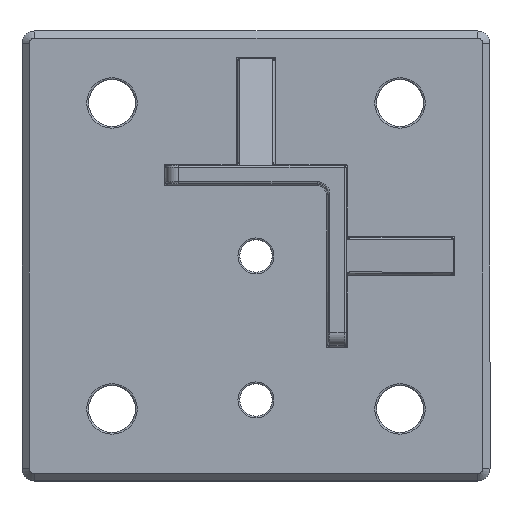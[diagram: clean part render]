
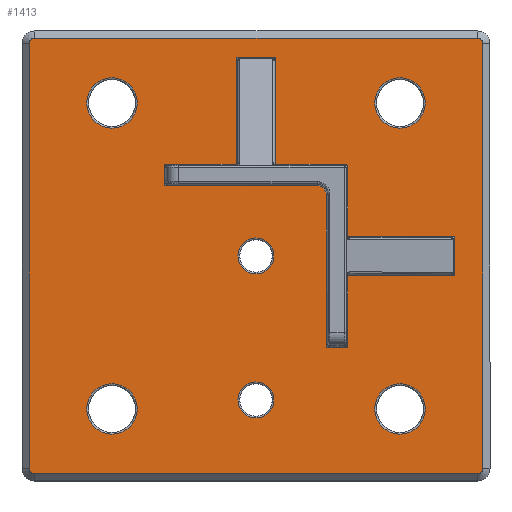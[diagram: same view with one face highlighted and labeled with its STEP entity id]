
A CAD part, top view. The second image highlights one B-rep face of the part: STEP entity #1413.
In plain terms, the highlighted planar face has unit normal (0, 0, 1).
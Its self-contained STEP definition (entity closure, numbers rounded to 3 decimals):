
#676=CARTESIAN_POINT('',(5.5,55.25,10.0));
#677=VERTEX_POINT('',#676);
#927=CARTESIAN_POINT('',(55.25,-5.5,10.0));
#928=VERTEX_POINT('',#927);
#1140=CARTESIAN_POINT('',(-33.0,42.5,10.0));
#1141=VERTEX_POINT('',#1140);
#1142=CARTESIAN_POINT('',(-40.0,42.5,10.0));
#1143=DIRECTION('',(0.0,0.0,1.0));
#1144=DIRECTION('',(-1.0,0.0,0.0));
#1145=AXIS2_PLACEMENT_3D('',#1142,#1143,#1144);
#1146=CIRCLE('',#1145,7.);
#1147=EDGE_CURVE('',#1141,#1141,#1146,.T.);
#1152=CARTESIAN_POINT('',(0.,0.,10.0));
#1153=DIRECTION('',(0.0,0.0,1.0));
#1154=DIRECTION('',(1.0,0.0,0.0));
#1155=AXIS2_PLACEMENT_3D('',#1152,#1153,#1154);
#1156=PLANE('',#1155);
#1157=CARTESIAN_POINT('',(63.,59.0,10.0));
#1158=VERTEX_POINT('',#1157);
#1159=CARTESIAN_POINT('',(63.,-59.,10.0));
#1160=VERTEX_POINT('',#1159);
#1161=CARTESIAN_POINT('',(63.,59.0,10.0));
#1162=DIRECTION('',(0.0,-1.0,0.0));
#1163=VECTOR('',#1162,118.);
#1164=LINE('',#1161,#1163);
#1165=EDGE_CURVE('',#1158,#1160,#1164,.T.);
#1166=ORIENTED_EDGE('',*,*,#1165,.F.);
#1167=CARTESIAN_POINT('',(61.5,60.5,10.0));
#1168=VERTEX_POINT('',#1167);
#1169=CARTESIAN_POINT('',(61.5,59.0,10.0));
#1170=DIRECTION('',(0.0,0.0,-1.0));
#1171=DIRECTION('',(0.707,0.707,0.0));
#1172=AXIS2_PLACEMENT_3D('',#1169,#1170,#1171);
#1173=CIRCLE('',#1172,1.5);
#1174=EDGE_CURVE('',#1168,#1158,#1173,.T.);
#1175=ORIENTED_EDGE('',*,*,#1174,.F.);
#1176=CARTESIAN_POINT('',(-61.5,60.5,10.0));
#1177=VERTEX_POINT('',#1176);
#1178=CARTESIAN_POINT('',(-61.5,60.5,10.0));
#1179=DIRECTION('',(1.0,0.0,0.0));
#1180=VECTOR('',#1179,123.);
#1181=LINE('',#1178,#1180);
#1182=EDGE_CURVE('',#1177,#1168,#1181,.T.);
#1183=ORIENTED_EDGE('',*,*,#1182,.F.);
#1184=CARTESIAN_POINT('',(-63.,59.0,10.0));
#1185=VERTEX_POINT('',#1184);
#1186=CARTESIAN_POINT('',(-61.5,59.0,10.0));
#1187=DIRECTION('',(0.0,0.0,-1.0));
#1188=DIRECTION('',(-0.707,0.707,0.0));
#1189=AXIS2_PLACEMENT_3D('',#1186,#1187,#1188);
#1190=CIRCLE('',#1189,1.5);
#1191=EDGE_CURVE('',#1185,#1177,#1190,.T.);
#1192=ORIENTED_EDGE('',*,*,#1191,.F.);
#1193=CARTESIAN_POINT('',(-63.,-59.0,10.0));
#1194=VERTEX_POINT('',#1193);
#1195=CARTESIAN_POINT('',(-63.,-59.0,10.0));
#1196=DIRECTION('',(0.0,1.0,0.0));
#1197=VECTOR('',#1196,118.0);
#1198=LINE('',#1195,#1197);
#1199=EDGE_CURVE('',#1194,#1185,#1198,.T.);
#1200=ORIENTED_EDGE('',*,*,#1199,.F.);
#1201=CARTESIAN_POINT('',(-61.5,-60.5,10.0));
#1202=VERTEX_POINT('',#1201);
#1203=CARTESIAN_POINT('',(-61.5,-59.0,10.0));
#1204=DIRECTION('',(0.0,0.0,-1.0));
#1205=DIRECTION('',(-0.707,-0.707,0.0));
#1206=AXIS2_PLACEMENT_3D('',#1203,#1204,#1205);
#1207=CIRCLE('',#1206,1.5);
#1208=EDGE_CURVE('',#1202,#1194,#1207,.T.);
#1209=ORIENTED_EDGE('',*,*,#1208,.F.);
#1210=CARTESIAN_POINT('',(61.5,-60.5,10.0));
#1211=VERTEX_POINT('',#1210);
#1212=CARTESIAN_POINT('',(61.5,-60.5,10.0));
#1213=DIRECTION('',(-1.0,0.0,0.0));
#1214=VECTOR('',#1213,123.0);
#1215=LINE('',#1212,#1214);
#1216=EDGE_CURVE('',#1211,#1202,#1215,.T.);
#1217=ORIENTED_EDGE('',*,*,#1216,.F.);
#1218=CARTESIAN_POINT('',(61.5,-59.,10.0));
#1219=DIRECTION('',(0.0,0.0,-1.0));
#1220=DIRECTION('',(0.707,-0.707,0.0));
#1221=AXIS2_PLACEMENT_3D('',#1218,#1219,#1220);
#1222=CIRCLE('',#1221,1.5);
#1223=EDGE_CURVE('',#1160,#1211,#1222,.T.);
#1224=ORIENTED_EDGE('',*,*,#1223,.F.);
#1225=EDGE_LOOP('',(#1166,#1175,#1183,#1192,#1200,#1209,#1217,#1224));
#1226=FACE_OUTER_BOUND('',#1225,.T.);
#1227=CARTESIAN_POINT('',(47.0,-42.5,10.0));
#1228=VERTEX_POINT('',#1227);
#1229=CARTESIAN_POINT('',(40.0,-42.5,10.0));
#1230=DIRECTION('',(0.0,0.0,1.0));
#1231=DIRECTION('',(-1.0,0.0,0.0));
#1232=AXIS2_PLACEMENT_3D('',#1229,#1230,#1231);
#1233=CIRCLE('',#1232,7.);
#1234=EDGE_CURVE('',#1228,#1228,#1233,.T.);
#1235=ORIENTED_EDGE('',*,*,#1234,.F.);
#1236=EDGE_LOOP('',(#1235));
#1237=FACE_BOUND('',#1236,.T.);
#1238=CARTESIAN_POINT('',(5.0,-40.0,10.0));
#1239=VERTEX_POINT('',#1238);
#1240=CARTESIAN_POINT('',(0.0,-40.0,10.0));
#1241=DIRECTION('',(0.0,0.0,1.0));
#1242=DIRECTION('',(-1.0,0.0,0.0));
#1243=AXIS2_PLACEMENT_3D('',#1240,#1241,#1242);
#1244=CIRCLE('',#1243,5.0);
#1245=EDGE_CURVE('',#1239,#1239,#1244,.T.);
#1246=ORIENTED_EDGE('',*,*,#1245,.F.);
#1247=EDGE_LOOP('',(#1246));
#1248=FACE_BOUND('',#1247,.T.);
#1249=CARTESIAN_POINT('',(5.0,0.,10.0));
#1250=VERTEX_POINT('',#1249);
#1251=CARTESIAN_POINT('',(0.0,0.,10.0));
#1252=DIRECTION('',(0.0,0.0,1.0));
#1253=DIRECTION('',(-1.0,0.0,0.0));
#1254=AXIS2_PLACEMENT_3D('',#1251,#1252,#1253);
#1255=CIRCLE('',#1254,5.0);
#1256=EDGE_CURVE('',#1250,#1250,#1255,.T.);
#1257=ORIENTED_EDGE('',*,*,#1256,.F.);
#1258=EDGE_LOOP('',(#1257));
#1259=FACE_BOUND('',#1258,.T.);
#1260=CARTESIAN_POINT('',(-25.5,25.5,10.0));
#1261=VERTEX_POINT('',#1260);
#1262=CARTESIAN_POINT('',(-25.5,19.5,10.0));
#1263=VERTEX_POINT('',#1262);
#1264=CARTESIAN_POINT('',(-25.5,25.5,10.0));
#1265=DIRECTION('',(0.0,-1.0,0.0));
#1266=VECTOR('',#1265,6.0);
#1267=LINE('',#1264,#1266);
#1268=EDGE_CURVE('',#1261,#1263,#1267,.T.);
#1269=ORIENTED_EDGE('',*,*,#1268,.F.);
#1270=CARTESIAN_POINT('',(-5.5,25.5,10.0));
#1271=VERTEX_POINT('',#1270);
#1272=CARTESIAN_POINT('',(-5.5,25.5,10.0));
#1273=DIRECTION('',(-1.0,0.0,0.0));
#1274=VECTOR('',#1273,20.);
#1275=LINE('',#1272,#1274);
#1276=EDGE_CURVE('',#1271,#1261,#1275,.T.);
#1277=ORIENTED_EDGE('',*,*,#1276,.F.);
#1278=CARTESIAN_POINT('',(-5.5,55.25,10.0));
#1279=VERTEX_POINT('',#1278);
#1280=CARTESIAN_POINT('',(-5.5,55.25,10.0));
#1281=DIRECTION('',(0.0,-1.0,0.0));
#1282=VECTOR('',#1281,29.75);
#1283=LINE('',#1280,#1282);
#1284=EDGE_CURVE('',#1279,#1271,#1283,.T.);
#1285=ORIENTED_EDGE('',*,*,#1284,.F.);
#1286=CARTESIAN_POINT('',(5.5,55.25,10.0));
#1287=DIRECTION('',(-1.0,0.0,0.0));
#1288=VECTOR('',#1287,11.0);
#1289=LINE('',#1286,#1288);
#1290=EDGE_CURVE('',#677,#1279,#1289,.T.);
#1291=ORIENTED_EDGE('',*,*,#1290,.F.);
#1292=CARTESIAN_POINT('',(5.5,25.5,10.0));
#1293=VERTEX_POINT('',#1292);
#1294=CARTESIAN_POINT('',(5.5,25.5,10.0));
#1295=DIRECTION('',(0.0,1.0,0.0));
#1296=VECTOR('',#1295,29.75);
#1297=LINE('',#1294,#1296);
#1298=EDGE_CURVE('',#1293,#677,#1297,.T.);
#1299=ORIENTED_EDGE('',*,*,#1298,.F.);
#1300=CARTESIAN_POINT('',(24.5,25.5,10.0));
#1301=VERTEX_POINT('',#1300);
#1302=CARTESIAN_POINT('',(24.5,25.5,10.0));
#1303=DIRECTION('',(-1.0,0.0,0.0));
#1304=VECTOR('',#1303,19.);
#1305=LINE('',#1302,#1304);
#1306=EDGE_CURVE('',#1301,#1293,#1305,.T.);
#1307=ORIENTED_EDGE('',*,*,#1306,.F.);
#1308=CARTESIAN_POINT('',(25.5,24.5,10.0));
#1309=VERTEX_POINT('',#1308);
#1310=CARTESIAN_POINT('',(24.5,24.5,10.0));
#1311=DIRECTION('',(0.0,0.0,1.0));
#1312=DIRECTION('',(0.707,0.707,0.0));
#1313=AXIS2_PLACEMENT_3D('',#1310,#1311,#1312);
#1314=CIRCLE('',#1313,1.0);
#1315=EDGE_CURVE('',#1309,#1301,#1314,.T.);
#1316=ORIENTED_EDGE('',*,*,#1315,.F.);
#1317=CARTESIAN_POINT('',(25.5,5.5,10.0));
#1318=VERTEX_POINT('',#1317);
#1319=CARTESIAN_POINT('',(25.5,5.5,10.0));
#1320=DIRECTION('',(0.0,1.0,0.0));
#1321=VECTOR('',#1320,19.);
#1322=LINE('',#1319,#1321);
#1323=EDGE_CURVE('',#1318,#1309,#1322,.T.);
#1324=ORIENTED_EDGE('',*,*,#1323,.F.);
#1325=CARTESIAN_POINT('',(55.25,5.5,10.0));
#1326=VERTEX_POINT('',#1325);
#1327=CARTESIAN_POINT('',(55.25,5.5,10.0));
#1328=DIRECTION('',(-1.0,0.0,0.0));
#1329=VECTOR('',#1328,29.75);
#1330=LINE('',#1327,#1329);
#1331=EDGE_CURVE('',#1326,#1318,#1330,.T.);
#1332=ORIENTED_EDGE('',*,*,#1331,.F.);
#1333=CARTESIAN_POINT('',(55.25,-5.5,10.0));
#1334=DIRECTION('',(0.0,1.0,0.0));
#1335=VECTOR('',#1334,11.0);
#1336=LINE('',#1333,#1335);
#1337=EDGE_CURVE('',#928,#1326,#1336,.T.);
#1338=ORIENTED_EDGE('',*,*,#1337,.F.);
#1339=CARTESIAN_POINT('',(25.5,-5.5,10.0));
#1340=VERTEX_POINT('',#1339);
#1341=CARTESIAN_POINT('',(25.5,-5.5,10.0));
#1342=DIRECTION('',(1.0,0.0,0.0));
#1343=VECTOR('',#1342,29.75);
#1344=LINE('',#1341,#1343);
#1345=EDGE_CURVE('',#1340,#928,#1344,.T.);
#1346=ORIENTED_EDGE('',*,*,#1345,.F.);
#1347=CARTESIAN_POINT('',(25.5,-25.5,10.0));
#1348=VERTEX_POINT('',#1347);
#1349=CARTESIAN_POINT('',(25.5,-25.5,10.0));
#1350=DIRECTION('',(0.0,1.0,0.0));
#1351=VECTOR('',#1350,20.0);
#1352=LINE('',#1349,#1351);
#1353=EDGE_CURVE('',#1348,#1340,#1352,.T.);
#1354=ORIENTED_EDGE('',*,*,#1353,.F.);
#1355=CARTESIAN_POINT('',(19.5,-25.5,10.0));
#1356=VERTEX_POINT('',#1355);
#1357=CARTESIAN_POINT('',(19.5,-25.5,10.0));
#1358=DIRECTION('',(1.0,0.0,0.0));
#1359=VECTOR('',#1358,6.);
#1360=LINE('',#1357,#1359);
#1361=EDGE_CURVE('',#1356,#1348,#1360,.T.);
#1362=ORIENTED_EDGE('',*,*,#1361,.F.);
#1363=CARTESIAN_POINT('',(19.5,17.,10.0));
#1364=VERTEX_POINT('',#1363);
#1365=CARTESIAN_POINT('',(19.5,17.,10.0));
#1366=DIRECTION('',(0.0,-1.0,0.0));
#1367=VECTOR('',#1366,42.5);
#1368=LINE('',#1365,#1367);
#1369=EDGE_CURVE('',#1364,#1356,#1368,.T.);
#1370=ORIENTED_EDGE('',*,*,#1369,.F.);
#1371=CARTESIAN_POINT('',(17.,19.5,10.0));
#1372=VERTEX_POINT('',#1371);
#1373=CARTESIAN_POINT('',(17.,17.,10.0));
#1374=DIRECTION('',(0.0,0.0,-1.0));
#1375=DIRECTION('',(0.707,0.707,0.0));
#1376=AXIS2_PLACEMENT_3D('',#1373,#1374,#1375);
#1377=CIRCLE('',#1376,2.5);
#1378=EDGE_CURVE('',#1372,#1364,#1377,.T.);
#1379=ORIENTED_EDGE('',*,*,#1378,.F.);
#1380=CARTESIAN_POINT('',(-25.5,19.5,10.0));
#1381=DIRECTION('',(1.0,0.0,0.0));
#1382=VECTOR('',#1381,42.5);
#1383=LINE('',#1380,#1382);
#1384=EDGE_CURVE('',#1263,#1372,#1383,.T.);
#1385=ORIENTED_EDGE('',*,*,#1384,.F.);
#1386=EDGE_LOOP('',(#1269,#1277,#1285,#1291,#1299,#1307,#1316,#1324,#1332,#1338,#1346,#1354,#1362,#1370,#1379,#1385));
#1387=FACE_BOUND('',#1386,.T.);
#1388=CARTESIAN_POINT('',(47.0,42.5,10.0));
#1389=VERTEX_POINT('',#1388);
#1390=CARTESIAN_POINT('',(40.0,42.5,10.0));
#1391=DIRECTION('',(0.0,0.0,1.0));
#1392=DIRECTION('',(-1.0,0.0,0.0));
#1393=AXIS2_PLACEMENT_3D('',#1390,#1391,#1392);
#1394=CIRCLE('',#1393,7.);
#1395=EDGE_CURVE('',#1389,#1389,#1394,.T.);
#1396=ORIENTED_EDGE('',*,*,#1395,.F.);
#1397=EDGE_LOOP('',(#1396));
#1398=FACE_BOUND('',#1397,.T.);
#1399=CARTESIAN_POINT('',(-33.0,-42.5,10.0));
#1400=VERTEX_POINT('',#1399);
#1401=CARTESIAN_POINT('',(-40.0,-42.5,10.0));
#1402=DIRECTION('',(0.0,0.0,1.0));
#1403=DIRECTION('',(-1.0,0.0,0.0));
#1404=AXIS2_PLACEMENT_3D('',#1401,#1402,#1403);
#1405=CIRCLE('',#1404,7.);
#1406=EDGE_CURVE('',#1400,#1400,#1405,.T.);
#1407=ORIENTED_EDGE('',*,*,#1406,.F.);
#1408=EDGE_LOOP('',(#1407));
#1409=FACE_BOUND('',#1408,.T.);
#1410=ORIENTED_EDGE('',*,*,#1147,.F.);
#1411=EDGE_LOOP('',(#1410));
#1412=FACE_BOUND('',#1411,.T.);
#1413=ADVANCED_FACE('',(#1226,#1237,#1248,#1259,#1387,#1398,#1409,#1412),#1156,.T.);
